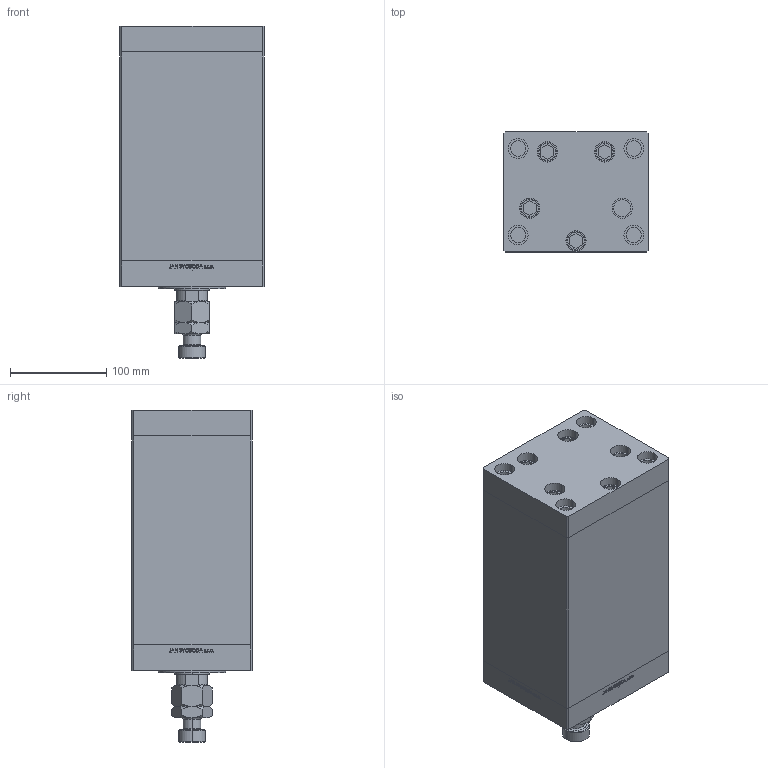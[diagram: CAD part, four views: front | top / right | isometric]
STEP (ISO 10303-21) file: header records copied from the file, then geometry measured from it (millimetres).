
FILE_DESCRIPTION (( 'STEP AP203' ), '1' );
FILE_NAME ('b94c.STEP', '2022-04-15T00:06:26', ( '' ), ( '' ), 'SwSTEP 2.0', 'SolidWorks 2019', '' );
FILE_SCHEMA (( 'CONFIG_CONTROL_DESIGN' ));
Length unit declared in the file: millimetre
Products named in the file (7): V220C FRONT 9b864ef583702255197ca4c42679fbeb; V220C BACK_C 9b864ef583702255197ca4c42679fbeb; b94c; V220C_VC_C 9b864ef583702255197ca4c42679fbeb; MFA 9b864ef583702255197ca4c42679fbeb; V220C_C MIDDLE 9b864ef583702255197ca4c42679fbeb; ALLEN BOLT 9b864ef583702255197ca4c42679fbeb
Assembly tree (14 placements, depth 2):
  b94c
    ALLEN BOLT 9b864ef583702255197ca4c42679fbeb  x9
    V220C_C MIDDLE 9b864ef583702255197ca4c42679fbeb
    V220C FRONT 9b864ef583702255197ca4c42679fbeb
    V220C_VC_C 9b864ef583702255197ca4c42679fbeb
    V220C BACK_C 9b864ef583702255197ca4c42679fbeb
    MFA 9b864ef583702255197ca4c42679fbeb
Bounding box: 150 x 125 x 345 mm (x, y, z)
Volume: 4176146.4 mm3; surface area: 458661.8 mm2
Topology: 14 solids, 14 shells, 1215 faces, 2981 edges, 1945 vertices
Faces by surface type: plane 558, bspline 380, cylinder 163, cone 70, torus 44
Entity records: 50686 total; most frequent: CARTESIAN_POINT 27120, ORIENTED_EDGE 5222, DIRECTION 3463, EDGE_CURVE 2611, VERTEX_POINT 1721, VECTOR 1479, LINE 1479, EDGE_LOOP 1216
